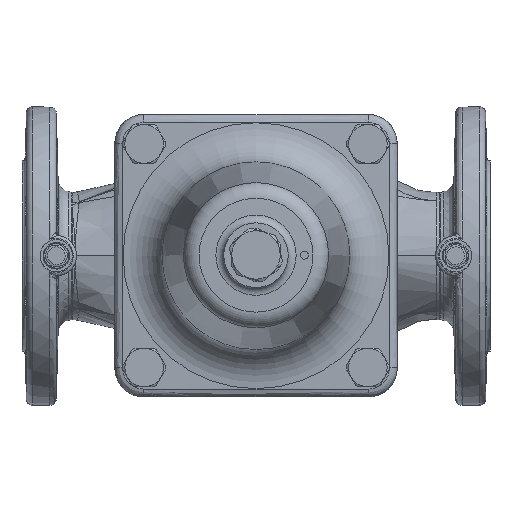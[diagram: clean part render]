
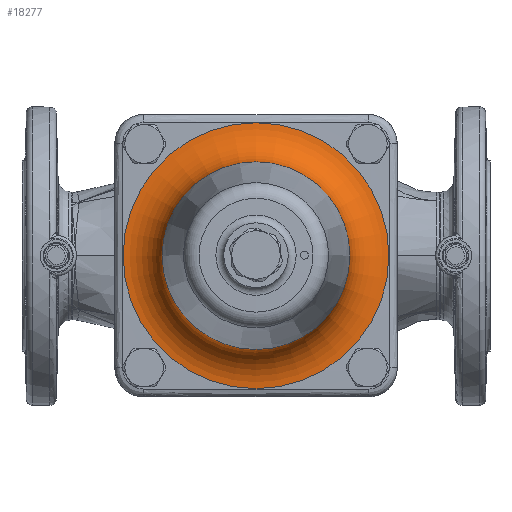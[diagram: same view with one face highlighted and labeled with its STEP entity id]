
A CAD part, top view. The second image highlights one B-rep face of the part: STEP entity #18277.
In plain terms, the highlighted toroidal (fillet/blend) face has major radius 83.035 mm and minor radius 25 mm.
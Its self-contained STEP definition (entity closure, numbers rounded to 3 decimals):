
#517=TOROIDAL_SURFACE('',#19745,83.035,25.);
#4507=FACE_OUTER_BOUND('',#5712,.T.);
#5712=EDGE_LOOP('',(#15553,#15554,#15555,#15556,#15557,#15558));
#6658=CIRCLE('',#19746,58.13);
#6659=CIRCLE('',#19747,58.13);
#6660=CIRCLE('',#19748,25.);
#6661=CIRCLE('',#19749,82.38);
#6662=CIRCLE('',#19750,82.38);
#8266=VERTEX_POINT('',#46506);
#8267=VERTEX_POINT('',#46507);
#8268=VERTEX_POINT('',#46510);
#8269=VERTEX_POINT('',#46512);
#10776=EDGE_CURVE('',#8266,#8267,#6658,.T.);
#10777=EDGE_CURVE('',#8267,#8266,#6659,.T.);
#10778=EDGE_CURVE('',#8266,#8268,#6660,.T.);
#10779=EDGE_CURVE('',#8268,#8269,#6661,.T.);
#10780=EDGE_CURVE('',#8269,#8268,#6662,.T.);
#15553=ORIENTED_EDGE('',*,*,#10776,.T.);
#15554=ORIENTED_EDGE('',*,*,#10777,.T.);
#15555=ORIENTED_EDGE('',*,*,#10778,.T.);
#15556=ORIENTED_EDGE('',*,*,#10779,.T.);
#15557=ORIENTED_EDGE('',*,*,#10780,.T.);
#15558=ORIENTED_EDGE('',*,*,#10778,.F.);
#18277=ADVANCED_FACE('',(#4507),#517,.F.);
#19745=AXIS2_PLACEMENT_3D('',#46505,#23219,#23220);
#19746=AXIS2_PLACEMENT_3D('',#46508,#23221,#23222);
#19747=AXIS2_PLACEMENT_3D('',#46509,#23223,#23224);
#19748=AXIS2_PLACEMENT_3D('',#46511,#23225,#23226);
#19749=AXIS2_PLACEMENT_3D('',#46513,#23227,#23228);
#19750=AXIS2_PLACEMENT_3D('',#46514,#23229,#23230);
#23219=DIRECTION('center_axis',(0.,0.,
-1.));
#23220=DIRECTION('ref_axis',(0.,1.,0.));
#23221=DIRECTION('center_axis',(0.,0.,
-1.));
#23222=DIRECTION('ref_axis',(1.,0.,0.));
#23223=DIRECTION('center_axis',(0.,0.,
-1.));
#23224=DIRECTION('ref_axis',(1.,0.,0.));
#23225=DIRECTION('center_axis',(-1.,0.,0.));
#23226=DIRECTION('ref_axis',(0.,-1.,0.));
#23227=DIRECTION('center_axis',(0.,0.,
1.));
#23228=DIRECTION('ref_axis',(1.,0.,0.));
#23229=DIRECTION('center_axis',(0.,0.,
1.));
#23230=DIRECTION('ref_axis',(1.,0.,0.));
#46505=CARTESIAN_POINT('Origin',(0.,0.,
130.725));
#46506=CARTESIAN_POINT('',(0.,-58.13,128.546));
#46507=CARTESIAN_POINT('',(58.13,0.,128.546));
#46508=CARTESIAN_POINT('Origin',(0.,0.,
128.546));
#46509=CARTESIAN_POINT('Origin',(0.,0.,
128.546));
#46510=CARTESIAN_POINT('',(0.,-82.38,105.733));
#46511=CARTESIAN_POINT('Origin',(0.,-83.035,
130.725));
#46512=CARTESIAN_POINT('',(82.38,0.,105.733));
#46513=CARTESIAN_POINT('Origin',(0.,0.,
105.733));
#46514=CARTESIAN_POINT('Origin',(0.,0.,
105.733));
